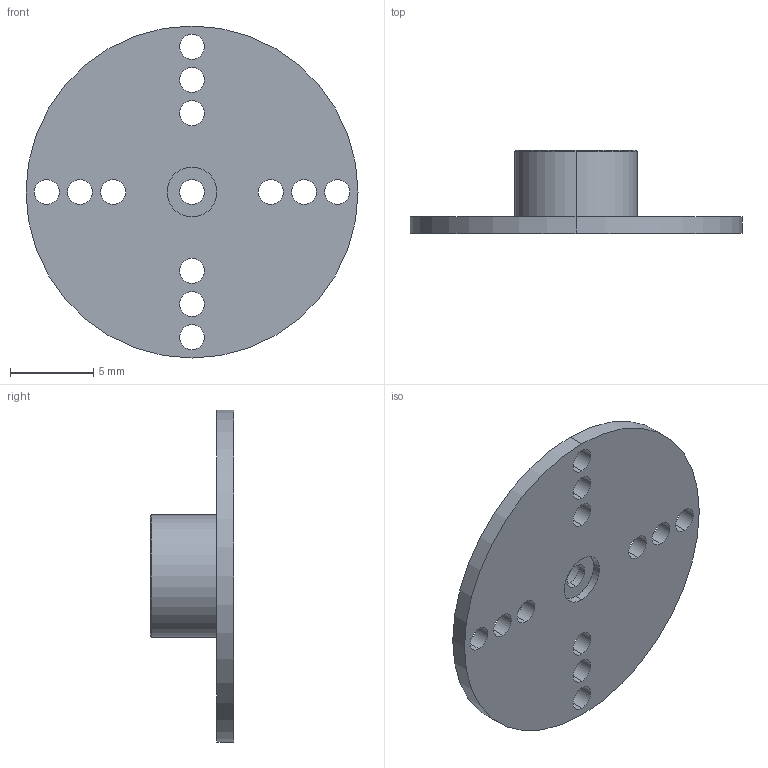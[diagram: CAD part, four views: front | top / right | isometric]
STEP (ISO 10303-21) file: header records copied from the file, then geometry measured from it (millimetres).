
FILE_DESCRIPTION (( 'STEP AP214' ), '1' );
FILE_NAME ('Part_7_1.STEP', '2024-01-17T21:40:27', ( '' ), ( '' ), 'SwSTEP 2.0', 'SolidWorks 2022', '' );
FILE_SCHEMA (( 'AUTOMOTIVE_DESIGN' ));
Length unit declared in the file: millimetre
Products named in the file (1): Part_7_1
Bounding box: 20 x 5 x 20 mm (x, y, z)
Volume: 407.5 mm3; surface area: 860.8 mm2
Topology: 1 solids, 1 shells, 266 faces, 666 edges, 406 vertices
Faces by surface type: plane 230, cylinder 34, cone 2
Entity records: 7774 total; most frequent: CARTESIAN_POINT 1339, ORIENTED_EDGE 1332, DIRECTION 1270, EDGE_CURVE 666, LINE 596, VECTOR 596, VERTEX_POINT 406, AXIS2_PLACEMENT_3D 337
